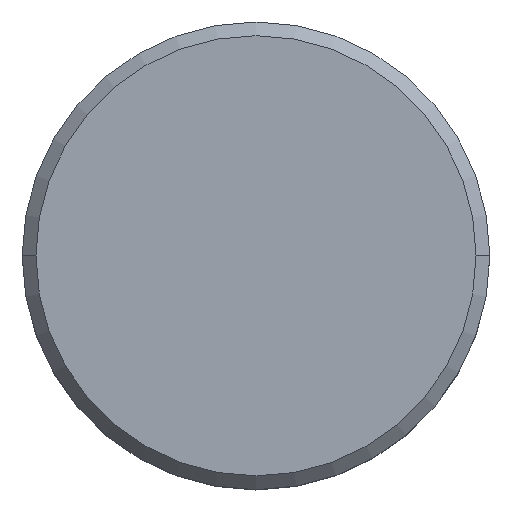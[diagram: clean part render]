
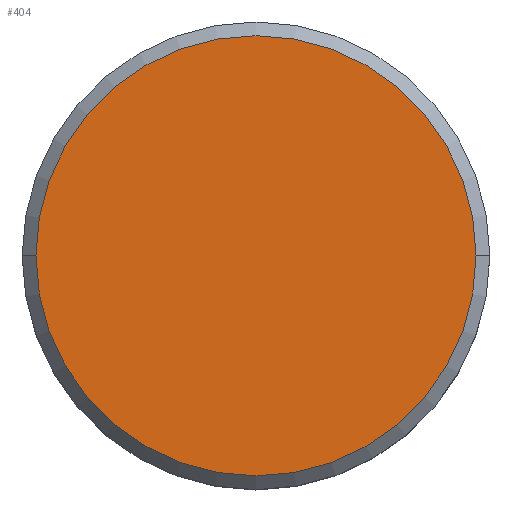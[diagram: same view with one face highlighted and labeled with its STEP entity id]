
A CAD part, top view. The second image highlights one B-rep face of the part: STEP entity #404.
In plain terms, the highlighted planar face has unit normal (0, 0, 1).
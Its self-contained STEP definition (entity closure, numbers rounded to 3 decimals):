
#30 = AXIS2_PLACEMENT_3D ( 'NONE', #68, #289, #475 ) ;
#48 = CIRCLE ( 'NONE', #322, 8. ) ;
#68 = CARTESIAN_POINT ( 'NONE',  ( 0., 0., 0. ) ) ;
#84 = DIRECTION ( 'NONE',  ( 0., 0., 1. ) ) ;
#85 = ORIENTED_EDGE ( 'NONE', *, *, #441, .T. ) ;
#109 = CARTESIAN_POINT ( 'NONE',  ( 0., 0., 0. ) ) ;
#116 = DIRECTION ( 'NONE',  ( 1., 0., 0. ) ) ;
#169 = DIRECTION ( 'NONE',  ( 1., 0., 0. ) ) ;
#182 = CARTESIAN_POINT ( 'NONE',  ( -8., 0., 0. ) ) ;
#197 = VERTEX_POINT ( 'NONE', #395 ) ;
#249 = PLANE ( 'NONE',  #376 ) ;
#289 = DIRECTION ( 'NONE',  ( 0., 0., 1. ) ) ;
#310 = VERTEX_POINT ( 'NONE', #182 ) ;
#322 = AXIS2_PLACEMENT_3D ( 'NONE', #593, #84, #169 ) ;
#376 = AXIS2_PLACEMENT_3D ( 'NONE', #109, #574, #116 ) ;
#395 = CARTESIAN_POINT ( 'NONE',  ( 8., 0., 0. ) ) ;
#404 = ADVANCED_FACE ( 'NONE', ( #484 ), #249, .T. ) ;
#416 = CIRCLE ( 'NONE', #30, 8. ) ;
#441 = EDGE_CURVE ( 'NONE', #197, #310, #416, .T. ) ;
#443 = ORIENTED_EDGE ( 'NONE', *, *, #580, .T. ) ;
#475 = DIRECTION ( 'NONE',  ( 1., 0., 0. ) ) ;
#484 = FACE_OUTER_BOUND ( 'NONE', #490, .T. ) ;
#490 = EDGE_LOOP ( 'NONE', ( #443, #85 ) ) ;
#574 = DIRECTION ( 'NONE',  ( 0., 0., 1. ) ) ;
#580 = EDGE_CURVE ( 'NONE', #310, #197, #48, .T. ) ;
#593 = CARTESIAN_POINT ( 'NONE',  ( 0., 0., 0. ) ) ;
